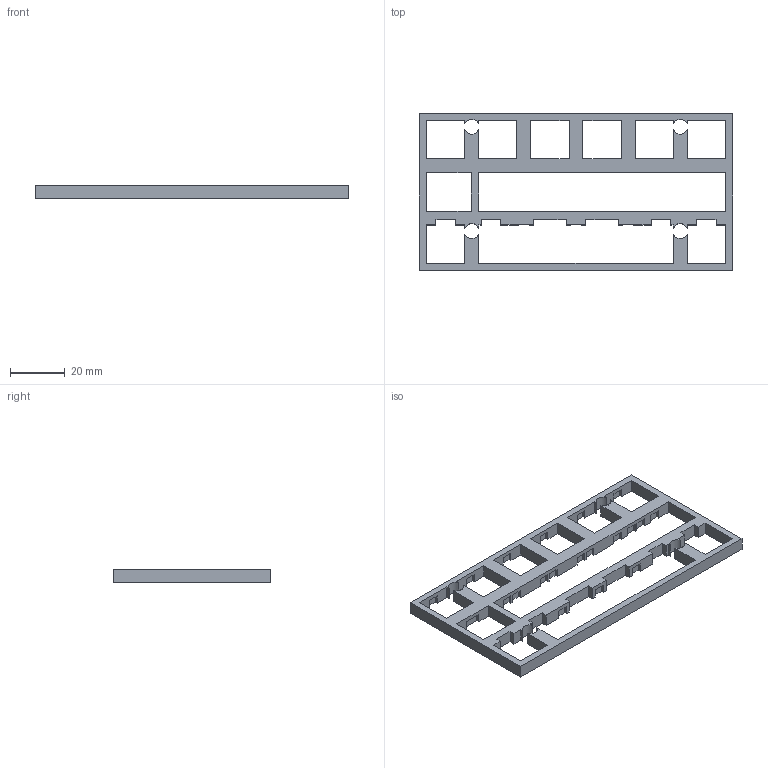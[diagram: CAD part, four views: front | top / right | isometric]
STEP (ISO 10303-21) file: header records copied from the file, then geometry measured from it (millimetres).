
FILE_DESCRIPTION(/* description */ (''),/* implementation_level */ '2;1');
FILE_NAME(/* name */ 'suffer-v2-universal-thicc-plate v1.step',/* time_stamp */ '2024-04-07T10:40:04-05:00',/* author */ (''),/* organization */ (''),/* preprocessor_version */ 'ST-DEVELOPER v20',/* originating_system */ 'Autodesk Translation Framework v12.20.1.177',/* authorisation */ '');
FILE_SCHEMA (('AUTOMOTIVE_DESIGN { 1 0 10303 214 3 1 1 }'));
Length unit declared in the file: millimetre
Products named in the file (1): suffer-v2-universal-thicc-plate
Bounding box: 114.3 x 57.15 x 4.75 mm (x, y, z)
Volume: 10218 mm3; surface area: 10978.2 mm2
Topology: 1 solids, 1 shells, 274 faces, 816 edges, 544 vertices
Faces by surface type: plane 266, cylinder 8
Entity records: 9084 total; most frequent: CARTESIAN_POINT 1635, ORIENTED_EDGE 1632, DIRECTION 1382, EDGE_CURVE 816, LINE 800, VECTOR 800, VERTEX_POINT 544, AXIS2_PLACEMENT_3D 291
